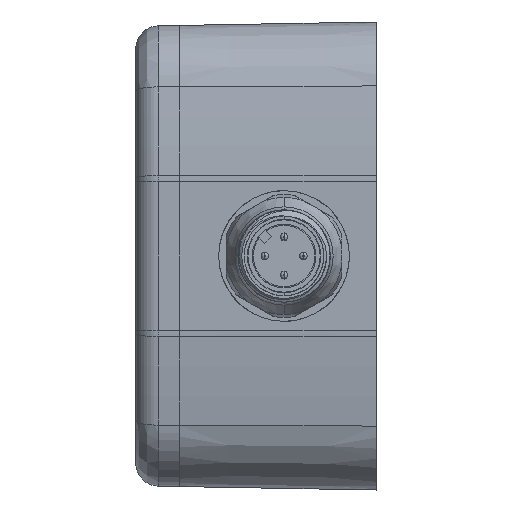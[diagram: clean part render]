
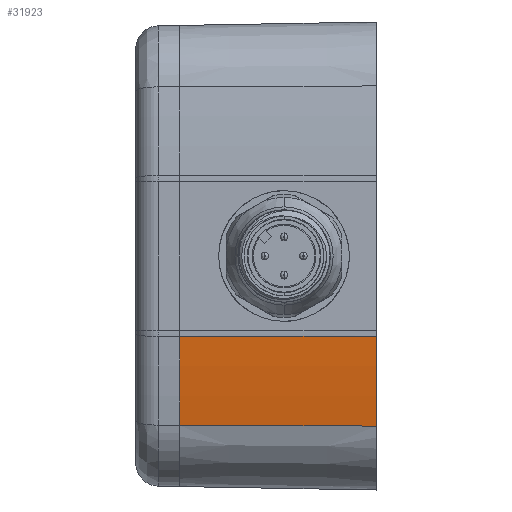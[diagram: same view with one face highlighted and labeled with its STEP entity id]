
A CAD part, left-side view. The second image highlights one B-rep face of the part: STEP entity #31923.
In plain terms, the highlighted conical face has half-angle 1 degrees and reference radius 135.223 mm.
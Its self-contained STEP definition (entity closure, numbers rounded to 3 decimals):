
#8336=CARTESIAN_POINT('',(-34.876,-19.,0.));
#8337=DIRECTION('',(0.,-1.,0.));
#8338=DIRECTION('',(-0.997,0.,-0.077));
#8339=AXIS2_PLACEMENT_3D('',#8336,#8337,#8338);
#8614=CARTESIAN_POINT('',(-169.47,6.6,-10.457));
#8615=CARTESIAN_POINT('',(-169.504,4.642,
-10.458));
#8616=CARTESIAN_POINT('',(-169.574,0.662,
-10.46));
#8617=CARTESIAN_POINT('',(-169.68,-5.428,
-10.464));
#8618=CARTESIAN_POINT('',(-169.792,-11.847,
-10.468));
#8619=CARTESIAN_POINT('',(-169.874,-16.556,
-10.471));
#8620=CARTESIAN_POINT('',(-169.917,-19.,-10.473));
#8626=DIRECTION('',(-0.017,-1.,-0.003));
#8627=VECTOR('',#8626,25.604);
#8628=CARTESIAN_POINT('',(-168.062,6.6,-22.052));
#8629=LINE('',#8628,#8627);
#8743=CARTESIAN_POINT('',(-34.876,6.6,0.));
#8744=DIRECTION('',(0.,1.,0.));
#8745=DIRECTION('',(-0.987,0.,-0.163));
#8746=AXIS2_PLACEMENT_3D('',#8743,#8744,#8745);
#20073=CARTESIAN_POINT('',(-169.917,-19.,-10.473));
#20074=CARTESIAN_POINT('',(-168.503,-19.,-22.125));
#20075=VERTEX_POINT('',#20073);
#20076=VERTEX_POINT('',#20074);
#21183=VERTEX_POINT('',#8614);
#21628=CARTESIAN_POINT('',(-168.062,6.6,-22.052));
#21629=VERTEX_POINT('',#21628);
#31910=CARTESIAN_POINT('',(-34.876,-6.2,0.));
#31911=DIRECTION('',(0.,-1.,0.));
#31912=DIRECTION('',(-1.,0.,0.));
#31913=AXIS2_PLACEMENT_3D('',#31910,#31911,#31912);
#31914=CONICAL_SURFACE('',#31913,135.223,1.);
#31915=ORIENTED_EDGE('',*,*,#31735,.T.);
#31917=ORIENTED_EDGE('',*,*,#31916,.F.);
#31919=ORIENTED_EDGE('',*,*,#31918,.T.);
#31920=ORIENTED_EDGE('',*,*,#31723,.T.);
#31921=EDGE_LOOP('',(#31915,#31917,#31919,#31920));
#31922=FACE_OUTER_BOUND('',#31921,.F.);
#8340=CIRCLE('',#8339,135.447);
#8621=B_SPLINE_CURVE_WITH_KNOTS('',3,(#8614,#8615,#8616,#8617,#8618,#8619,
#8620),.UNSPECIFIED.,.F.,.F.,(4,1,1,1,4),(0.,0.25,0.5,0.75,1.),
.UNSPECIFIED.);
#8747=CIRCLE('',#8746,135.);
#31723=EDGE_CURVE('',#21183,#20075,#8621,.T.);
#31735=EDGE_CURVE('',#20075,#20076,#8340,.T.);
#31916=EDGE_CURVE('',#21629,#20076,#8629,.T.);
#31918=EDGE_CURVE('',#21629,#21183,#8747,.T.);
#31923=ADVANCED_FACE('',(#31922),#31914,.T.);
